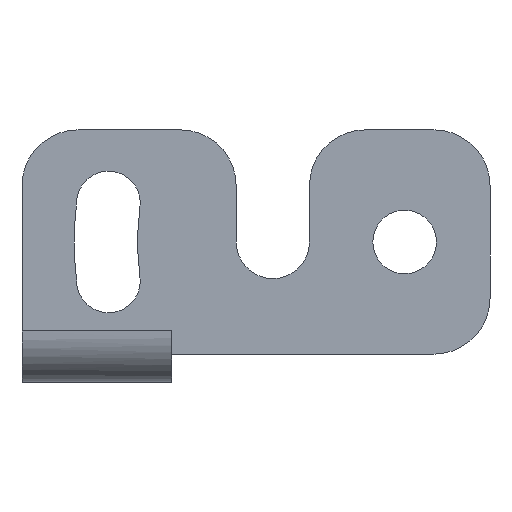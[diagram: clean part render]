
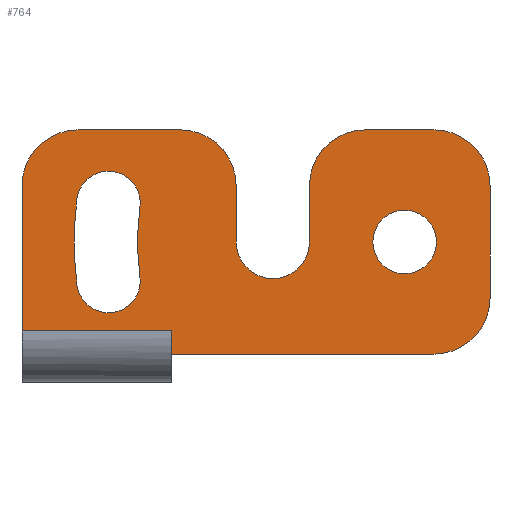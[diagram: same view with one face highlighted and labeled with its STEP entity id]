
A CAD part, front view. The second image highlights one B-rep face of the part: STEP entity #764.
In plain terms, the highlighted planar face has unit normal (0, -1, 0).
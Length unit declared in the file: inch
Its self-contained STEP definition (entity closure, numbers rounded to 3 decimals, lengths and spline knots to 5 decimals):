
#1=CARTESIAN_POINT('',(-0.15,0.,0.45));
#2=DIRECTION('',(0.,-1.,0.));
#3=DIRECTION('',(1.,0.,0.));
#4=AXIS2_PLACEMENT_3D('',#1,#2,#3);
#6=DIRECTION('',(0.,0.,1.));
#7=VECTOR('',#6,0.3);
#8=CARTESIAN_POINT('',(0.,0.,0.15));
#9=LINE('',#8,#7);
#10=CARTESIAN_POINT('',(-0.15,0.,0.15));
#11=DIRECTION('',(0.,-1.,0.));
#12=DIRECTION('',(0.,0.,-1.));
#13=AXIS2_PLACEMENT_3D('',#10,#11,#12);
#15=DIRECTION('',(1.,0.,0.));
#16=VECTOR('',#15,0.70197);
#17=CARTESIAN_POINT('',(-0.85197,0.,0.));
#18=LINE('',#17,#16);
#19=DIRECTION('',(0.,0.,-1.));
#20=VECTOR('',#19,0.062);
#21=CARTESIAN_POINT('',(-0.85197,0.,0.062));
#22=LINE('',#21,#20);
#23=DIRECTION('',(0.,0.,-1.));
#24=VECTOR('',#23,0.388);
#25=CARTESIAN_POINT('',(-1.25197,0.,0.45));
#26=LINE('',#25,#24);
#27=CARTESIAN_POINT('',(-1.10197,0.,0.45));
#28=DIRECTION('',(0.,-1.,0.));
#29=DIRECTION('',(0.,0.,1.));
#30=AXIS2_PLACEMENT_3D('',#27,#28,#29);
#32=DIRECTION('',(-1.,0.,0.));
#33=VECTOR('',#32,0.27297);
#34=CARTESIAN_POINT('',(-0.829,0.,0.6));
#35=LINE('',#34,#33);
#36=CARTESIAN_POINT('',(-0.829,0.,0.45));
#37=DIRECTION('',(0.,-1.,0.));
#38=DIRECTION('',(1.,0.,0.));
#39=AXIS2_PLACEMENT_3D('',#36,#37,#38);
#41=DIRECTION('',(0.,0.,-1.));
#42=VECTOR('',#41,0.15);
#43=CARTESIAN_POINT('',(-0.679,0.,0.45));
#44=LINE('',#43,#42);
#45=CARTESIAN_POINT('',(-0.581,0.,0.3));
#46=DIRECTION('',(0.,1.,0.));
#47=DIRECTION('',(1.,0.,0.));
#48=AXIS2_PLACEMENT_3D('',#45,#46,#47);
#50=DIRECTION('',(0.,0.,-1.));
#51=VECTOR('',#50,0.15);
#52=CARTESIAN_POINT('',(-0.483,0.,0.45));
#53=LINE('',#52,#51);
#54=CARTESIAN_POINT('',(-0.333,0.,0.45));
#55=DIRECTION('',(0.,-1.,0.));
#56=DIRECTION('',(0.,0.,1.));
#57=AXIS2_PLACEMENT_3D('',#54,#55,#56);
#59=DIRECTION('',(-1.,0.,0.));
#60=VECTOR('',#59,0.183);
#61=CARTESIAN_POINT('',(-0.15,0.,0.6));
#62=LINE('',#61,#60);
#63=CARTESIAN_POINT('',(-0.22835,0.,0.3));
#64=DIRECTION('',(0.,1.,0.));
#65=DIRECTION('',(1.,0.,0.));
#66=AXIS2_PLACEMENT_3D('',#63,#64,#65);
#68=CARTESIAN_POINT('',(-0.22835,0.,0.3));
#69=DIRECTION('',(0.,1.,0.));
#70=DIRECTION('',(-1.,0.,0.));
#71=AXIS2_PLACEMENT_3D('',#68,#69,#70);
#73=CARTESIAN_POINT('',(-1.02072,0.,0.19568));
#74=DIRECTION('',(0.,1.,0.));
#75=DIRECTION('',(0.991,0.,0.131));
#76=AXIS2_PLACEMENT_3D('',#73,#74,#75);
#78=CARTESIAN_POINT('',(-0.22835,0.,0.3));
#79=DIRECTION('',(0.,1.,0.));
#80=DIRECTION('',(-0.991,0.,-0.131));
#81=AXIS2_PLACEMENT_3D('',#78,#79,#80);
#83=CARTESIAN_POINT('',(-1.02072,0.,0.40432));
#84=DIRECTION('',(0.,1.,0.));
#85=DIRECTION('',(-0.991,0.,0.131));
#86=AXIS2_PLACEMENT_3D('',#83,#84,#85);
#88=CARTESIAN_POINT('',(-0.22835,0.,0.3));
#89=DIRECTION('',(0.,1.,0.));
#90=DIRECTION('',(-0.991,0.,-0.131));
#91=AXIS2_PLACEMENT_3D('',#88,#89,#90);
#433=DIRECTION('',(1.,0.,0.));
#434=VECTOR('',#433,0.4);
#435=CARTESIAN_POINT('',(-1.25197,0.,0.062));
#436=LINE('',#435,#434);
#555=CARTESIAN_POINT('',(-0.85197,0.,0.062));
#556=CARTESIAN_POINT('',(-0.85197,0.,0.));
#557=VERTEX_POINT('',#555);
#558=VERTEX_POINT('',#556);
#573=CARTESIAN_POINT('',(-1.25197,0.,0.062));
#574=VERTEX_POINT('',#573);
#575=CARTESIAN_POINT('',(-0.483,0.,0.3));
#576=CARTESIAN_POINT('',(-0.679,0.,0.3));
#577=VERTEX_POINT('',#575);
#578=VERTEX_POINT('',#576);
#583=CARTESIAN_POINT('',(-0.14331,0.,0.3));
#584=CARTESIAN_POINT('',(-0.31339,0.,0.3));
#585=VERTEX_POINT('',#583);
#586=VERTEX_POINT('',#584);
#587=CARTESIAN_POINT('',(-0.93645,0.,0.20678));
#588=CARTESIAN_POINT('',(-1.10499,0.,0.18459));
#589=VERTEX_POINT('',#587);
#590=VERTEX_POINT('',#588);
#591=CARTESIAN_POINT('',(-1.10499,0.,0.41541));
#592=VERTEX_POINT('',#591);
#593=CARTESIAN_POINT('',(-0.93645,0.,0.39322));
#594=VERTEX_POINT('',#593);
#671=CARTESIAN_POINT('',(0.,0.,0.45));
#672=CARTESIAN_POINT('',(-0.15,0.,0.6));
#673=VERTEX_POINT('',#671);
#674=VERTEX_POINT('',#672);
#679=CARTESIAN_POINT('',(-0.15,0.,0.));
#680=CARTESIAN_POINT('',(0.,0.,0.15));
#681=VERTEX_POINT('',#679);
#682=VERTEX_POINT('',#680);
#687=CARTESIAN_POINT('',(-1.10197,0.,0.6));
#688=CARTESIAN_POINT('',(-1.25197,0.,0.45));
#689=VERTEX_POINT('',#687);
#690=VERTEX_POINT('',#688);
#695=CARTESIAN_POINT('',(-0.333,0.,0.6));
#696=CARTESIAN_POINT('',(-0.483,0.,0.45));
#697=VERTEX_POINT('',#695);
#698=VERTEX_POINT('',#696);
#707=CARTESIAN_POINT('',(-0.679,0.,0.45));
#708=VERTEX_POINT('',#707);
#709=CARTESIAN_POINT('',(-0.829,0.,0.6));
#710=VERTEX_POINT('',#709);
#711=CARTESIAN_POINT('',(0.,0.,0.));
#712=DIRECTION('',(0.,-1.,0.));
#713=DIRECTION('',(-1.,0.,0.));
#714=AXIS2_PLACEMENT_3D('',#711,#712,#713);
#715=PLANE('',#714);
#717=ORIENTED_EDGE('',*,*,#716,.F.);
#719=ORIENTED_EDGE('',*,*,#718,.F.);
#721=ORIENTED_EDGE('',*,*,#720,.F.);
#723=ORIENTED_EDGE('',*,*,#722,.F.);
#725=ORIENTED_EDGE('',*,*,#724,.F.);
#727=ORIENTED_EDGE('',*,*,#726,.F.);
#729=ORIENTED_EDGE('',*,*,#728,.F.);
#731=ORIENTED_EDGE('',*,*,#730,.F.);
#733=ORIENTED_EDGE('',*,*,#732,.F.);
#735=ORIENTED_EDGE('',*,*,#734,.F.);
#737=ORIENTED_EDGE('',*,*,#736,.T.);
#739=ORIENTED_EDGE('',*,*,#738,.F.);
#741=ORIENTED_EDGE('',*,*,#740,.F.);
#743=ORIENTED_EDGE('',*,*,#742,.F.);
#745=ORIENTED_EDGE('',*,*,#744,.F.);
#746=EDGE_LOOP('',(#717,#719,#721,#723,#725,#727,#729,#731,#733,#735,#737,#739,
#741,#743,#745));
#747=FACE_OUTER_BOUND('',#746,.F.);
#749=ORIENTED_EDGE('',*,*,#748,.F.);
#751=ORIENTED_EDGE('',*,*,#750,.F.);
#752=EDGE_LOOP('',(#749,#751));
#753=FACE_BOUND('',#752,.F.);
#755=ORIENTED_EDGE('',*,*,#754,.F.);
#757=ORIENTED_EDGE('',*,*,#756,.T.);
#759=ORIENTED_EDGE('',*,*,#758,.F.);
#761=ORIENTED_EDGE('',*,*,#760,.F.);
#762=EDGE_LOOP('',(#755,#757,#759,#761));
#763=FACE_BOUND('',#762,.F.);
#764=ADVANCED_FACE('',(#747,#753,#763),#715,.T.);
#5=CIRCLE('',#4,0.15);
#14=CIRCLE('',#13,0.15);
#31=CIRCLE('',#30,0.15);
#40=CIRCLE('',#39,0.15);
#49=CIRCLE('',#48,0.098);
#58=CIRCLE('',#57,0.15);
#67=CIRCLE('',#66,0.08504);
#72=CIRCLE('',#71,0.08504);
#77=CIRCLE('',#76,0.085);
#82=CIRCLE('',#81,0.71421);
#87=CIRCLE('',#86,0.085);
#92=CIRCLE('',#91,0.88421);
#716=EDGE_CURVE('',#673,#674,#5,.T.);
#718=EDGE_CURVE('',#682,#673,#9,.T.);
#720=EDGE_CURVE('',#681,#682,#14,.T.);
#722=EDGE_CURVE('',#558,#681,#18,.T.);
#724=EDGE_CURVE('',#557,#558,#22,.T.);
#726=EDGE_CURVE('',#574,#557,#436,.T.);
#728=EDGE_CURVE('',#690,#574,#26,.T.);
#730=EDGE_CURVE('',#689,#690,#31,.T.);
#732=EDGE_CURVE('',#710,#689,#35,.T.);
#734=EDGE_CURVE('',#708,#710,#40,.T.);
#736=EDGE_CURVE('',#708,#578,#44,.T.);
#738=EDGE_CURVE('',#577,#578,#49,.T.);
#740=EDGE_CURVE('',#698,#577,#53,.T.);
#742=EDGE_CURVE('',#697,#698,#58,.T.);
#744=EDGE_CURVE('',#674,#697,#62,.T.);
#748=EDGE_CURVE('',#585,#586,#67,.T.);
#750=EDGE_CURVE('',#586,#585,#72,.T.);
#754=EDGE_CURVE('',#589,#590,#77,.T.);
#756=EDGE_CURVE('',#589,#594,#82,.T.);
#758=EDGE_CURVE('',#592,#594,#87,.T.);
#760=EDGE_CURVE('',#590,#592,#92,.T.);
